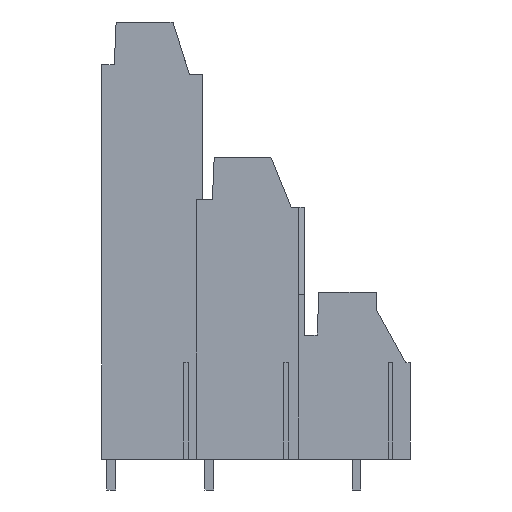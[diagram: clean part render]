
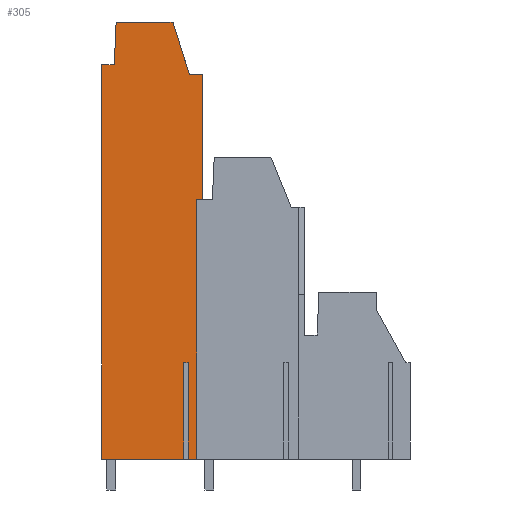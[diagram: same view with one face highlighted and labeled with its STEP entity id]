
A CAD part, left-side view. The second image highlights one B-rep face of the part: STEP entity #305.
In plain terms, the highlighted planar face has unit normal (-1, 0, 0).
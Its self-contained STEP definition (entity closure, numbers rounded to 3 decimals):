
#206=AXIS2_PLACEMENT_3D('Plane Axis2P3D',#203,#204,#205) ;
#109=CARTESIAN_POINT('Vertex',(2.5,30.488,48.47)) ;
#112=CARTESIAN_POINT('Line Origine',(2.5,41.393,48.47)) ;
#116=CARTESIAN_POINT('Vertex',(2.5,24.592,48.47)) ;
#188=CARTESIAN_POINT('Vertex',(2.5,30.681,44.05)) ;
#191=CARTESIAN_POINT('Line Origine',(2.5,30.584,46.26)) ;
#203=CARTESIAN_POINT('Axis2P3D Location',(2.5,21.84,31.2)) ;
#208=CARTESIAN_POINT('Line Origine',(2.5,22.131,25.835)) ;
#212=CARTESIAN_POINT('Vertex',(2.5,22.131,3.2)) ;
#214=CARTESIAN_POINT('Vertex',(2.5,22.131,30.05)) ;
#217=CARTESIAN_POINT('Line Origine',(2.5,26.745,30.05)) ;
#221=CARTESIAN_POINT('Vertex',(2.5,21.49,30.05)) ;
#224=CARTESIAN_POINT('Line Origine',(2.5,21.49,25.835)) ;
#228=CARTESIAN_POINT('Vertex',(2.5,21.49,43.)) ;
#231=CARTESIAN_POINT('Line Origine',(2.5,26.745,43.)) ;
#235=CARTESIAN_POINT('Vertex',(2.5,22.898,43.)) ;
#239=CARTESIAN_POINT('Control Point',(2.5,24.592,48.47)) ;
#240=CARTESIAN_POINT('Control Point',(2.5,22.898,43.)) ;
#242=CARTESIAN_POINT('Line Origine',(2.5,26.745,44.05)) ;
#246=CARTESIAN_POINT('Vertex',(2.5,32.,44.05)) ;
#249=CARTESIAN_POINT('Line Origine',(2.5,32.,25.835)) ;
#253=CARTESIAN_POINT('Vertex',(2.5,32.,3.2)) ;
#256=CARTESIAN_POINT('Line Origine',(2.5,26.745,3.2)) ;
#260=CARTESIAN_POINT('Vertex',(2.5,23.475,3.2)) ;
#263=CARTESIAN_POINT('Line Origine',(2.5,23.475,25.835)) ;
#267=CARTESIAN_POINT('Vertex',(2.5,23.475,13.2)) ;
#270=CARTESIAN_POINT('Line Origine',(2.5,26.745,13.2)) ;
#274=CARTESIAN_POINT('Vertex',(2.5,23.025,13.2)) ;
#277=CARTESIAN_POINT('Line Origine',(2.5,23.025,25.835)) ;
#281=CARTESIAN_POINT('Vertex',(2.5,23.025,3.2)) ;
#284=CARTESIAN_POINT('Line Origine',(2.5,26.745,3.2)) ;
#113=DIRECTION('Vector Direction',(0.,1.,0.)) ;
#192=DIRECTION('Vector Direction',(0.,0.044,-0.999)) ;
#204=DIRECTION('Axis2P3D Direction',(1.,0.,0.)) ;
#205=DIRECTION('Axis2P3D XDirection',(0.,1.,0.)) ;
#209=DIRECTION('Vector Direction',(0.,0.,1.)) ;
#218=DIRECTION('Vector Direction',(0.,1.,0.)) ;
#225=DIRECTION('Vector Direction',(0.,0.,1.)) ;
#232=DIRECTION('Vector Direction',(0.,1.,0.)) ;
#243=DIRECTION('Vector Direction',(0.,1.,0.)) ;
#250=DIRECTION('Vector Direction',(0.,0.,1.)) ;
#257=DIRECTION('Vector Direction',(0.,1.,0.)) ;
#264=DIRECTION('Vector Direction',(0.,0.,1.)) ;
#271=DIRECTION('Vector Direction',(0.,1.,0.)) ;
#278=DIRECTION('Vector Direction',(0.,0.,1.)) ;
#285=DIRECTION('Vector Direction',(0.,1.,0.)) ;
#114=VECTOR('Line Direction',#113,1.) ;
#193=VECTOR('Line Direction',#192,1.) ;
#210=VECTOR('Line Direction',#209,1.) ;
#219=VECTOR('Line Direction',#218,1.) ;
#226=VECTOR('Line Direction',#225,1.) ;
#233=VECTOR('Line Direction',#232,1.) ;
#244=VECTOR('Line Direction',#243,1.) ;
#251=VECTOR('Line Direction',#250,1.) ;
#258=VECTOR('Line Direction',#257,1.) ;
#265=VECTOR('Line Direction',#264,1.) ;
#272=VECTOR('Line Direction',#271,1.) ;
#279=VECTOR('Line Direction',#278,1.) ;
#286=VECTOR('Line Direction',#285,1.) ;
#290=ORIENTED_EDGE('',*,*,#216,.T.) ;
#291=ORIENTED_EDGE('',*,*,#223,.T.) ;
#292=ORIENTED_EDGE('',*,*,#230,.F.) ;
#293=ORIENTED_EDGE('',*,*,#237,.T.) ;
#294=ORIENTED_EDGE('',*,*,#241,.F.) ;
#295=ORIENTED_EDGE('',*,*,#118,.T.) ;
#296=ORIENTED_EDGE('',*,*,#195,.T.) ;
#297=ORIENTED_EDGE('',*,*,#248,.T.) ;
#298=ORIENTED_EDGE('',*,*,#255,.F.) ;
#299=ORIENTED_EDGE('',*,*,#262,.F.) ;
#300=ORIENTED_EDGE('',*,*,#269,.T.) ;
#301=ORIENTED_EDGE('',*,*,#276,.T.) ;
#302=ORIENTED_EDGE('',*,*,#283,.F.) ;
#303=ORIENTED_EDGE('',*,*,#288,.F.) ;
#305=ADVANCED_FACE('housing',(#304),#207,.F.) ;
#238=B_SPLINE_CURVE_WITH_KNOTS('',1,(#239,#240),.UNSPECIFIED.,.F.,.U.,(2,2),(-2.863,2.863),.UNSPECIFIED.) ;
#118=EDGE_CURVE('',#117,#110,#115,.T.) ;
#195=EDGE_CURVE('',#110,#189,#194,.T.) ;
#216=EDGE_CURVE('',#213,#215,#211,.T.) ;
#223=EDGE_CURVE('',#215,#222,#220,.F.) ;
#230=EDGE_CURVE('',#229,#222,#227,.F.) ;
#237=EDGE_CURVE('',#229,#236,#234,.T.) ;
#241=EDGE_CURVE('',#117,#236,#238,.T.) ;
#248=EDGE_CURVE('',#189,#247,#245,.T.) ;
#255=EDGE_CURVE('',#254,#247,#252,.T.) ;
#262=EDGE_CURVE('',#261,#254,#259,.T.) ;
#269=EDGE_CURVE('',#261,#268,#266,.T.) ;
#276=EDGE_CURVE('',#268,#275,#273,.F.) ;
#283=EDGE_CURVE('',#282,#275,#280,.T.) ;
#288=EDGE_CURVE('',#213,#282,#287,.T.) ;
#289=EDGE_LOOP('',(#290,#291,#292,#293,#294,#295,#296,#297,#298,#299,#300,#301,#302,#303)) ;
#304=FACE_OUTER_BOUND('',#289,.T.) ;
#115=LINE('Line',#112,#114) ;
#194=LINE('Line',#191,#193) ;
#211=LINE('Line',#208,#210) ;
#220=LINE('Line',#217,#219) ;
#227=LINE('Line',#224,#226) ;
#234=LINE('Line',#231,#233) ;
#245=LINE('Line',#242,#244) ;
#252=LINE('Line',#249,#251) ;
#259=LINE('Line',#256,#258) ;
#266=LINE('Line',#263,#265) ;
#273=LINE('Line',#270,#272) ;
#280=LINE('Line',#277,#279) ;
#287=LINE('Line',#284,#286) ;
#207=PLANE('',#206) ;
#110=VERTEX_POINT('',#109) ;
#117=VERTEX_POINT('',#116) ;
#189=VERTEX_POINT('',#188) ;
#213=VERTEX_POINT('',#212) ;
#215=VERTEX_POINT('',#214) ;
#222=VERTEX_POINT('',#221) ;
#229=VERTEX_POINT('',#228) ;
#236=VERTEX_POINT('',#235) ;
#247=VERTEX_POINT('',#246) ;
#254=VERTEX_POINT('',#253) ;
#261=VERTEX_POINT('',#260) ;
#268=VERTEX_POINT('',#267) ;
#275=VERTEX_POINT('',#274) ;
#282=VERTEX_POINT('',#281) ;
